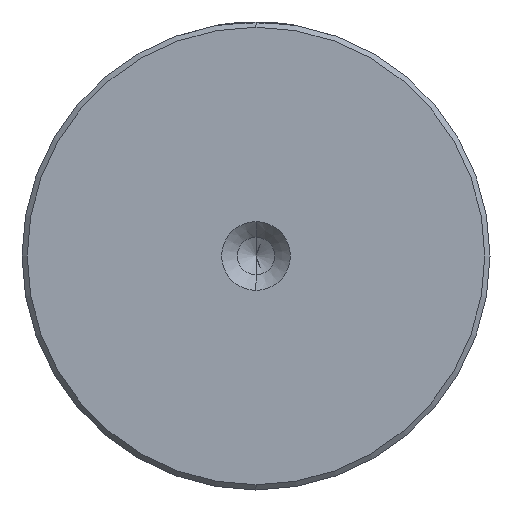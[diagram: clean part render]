
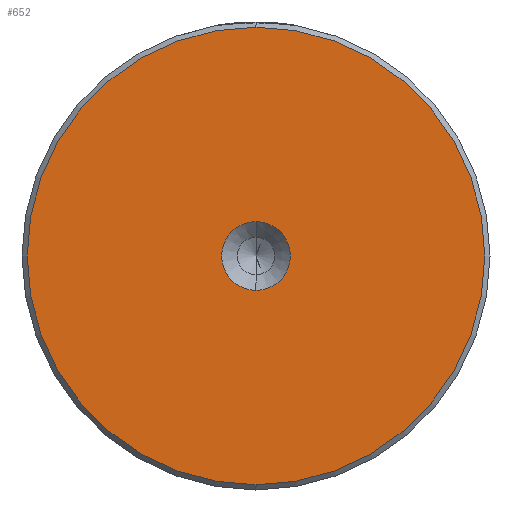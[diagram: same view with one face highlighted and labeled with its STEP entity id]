
A CAD part, left-side view. The second image highlights one B-rep face of the part: STEP entity #652.
In plain terms, the highlighted planar face has unit normal (-1, 0, 0).
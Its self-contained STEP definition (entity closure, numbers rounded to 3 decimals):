
#269 = CARTESIAN_POINT ( 'NONE',  ( 0., 0., -22. ) ) ;
#342 = FACE_BOUND ( 'NONE', #1867, .T. ) ;
#354 = CIRCLE ( 'NONE', #2416, 22. ) ;
#401 = EDGE_CURVE ( 'NONE', #1953, #2112, #2158, .T. ) ;
#419 = CARTESIAN_POINT ( 'NONE',  ( 0., 0., 22. ) ) ;
#517 = CARTESIAN_POINT ( 'NONE',  ( 0., 0., 0. ) ) ;
#518 = ORIENTED_EDGE ( 'NONE', *, *, #1000, .F. ) ;
#652 = ADVANCED_FACE ( 'NONE', ( #937, #342 ), #1655, .T. ) ;
#713 = DIRECTION ( 'NONE',  ( 0., 0., 1. ) ) ;
#880 = EDGE_LOOP ( 'NONE', ( #1726, #906 ) ) ;
#906 = ORIENTED_EDGE ( 'NONE', *, *, #401, .T. ) ;
#919 = DIRECTION ( 'NONE',  ( -1., 0., 0. ) ) ;
#923 = DIRECTION ( 'NONE',  ( -1., 0., 0. ) ) ;
#937 = FACE_OUTER_BOUND ( 'NONE', #880, .T. ) ;
#1000 = EDGE_CURVE ( 'NONE', #2294, #2156, #1195, .T. ) ;
#1051 = CARTESIAN_POINT ( 'NONE',  ( 0., 0., 0. ) ) ;
#1089 = CARTESIAN_POINT ( 'NONE',  ( 0., 0., -3.3 ) ) ;
#1094 = DIRECTION ( 'NONE',  ( 0., 0., 1. ) ) ;
#1119 = CARTESIAN_POINT ( 'NONE',  ( 0., 0., 0. ) ) ;
#1154 = CARTESIAN_POINT ( 'NONE',  ( 0., 0., 3.3 ) ) ;
#1173 = AXIS2_PLACEMENT_3D ( 'NONE', #1588, #1574, #1565 ) ;
#1195 = CIRCLE ( 'NONE', #1331, 3.3 ) ;
#1233 = DIRECTION ( 'NONE',  ( 0., 0., 1. ) ) ;
#1331 = AXIS2_PLACEMENT_3D ( 'NONE', #517, #1859, #713 ) ;
#1369 = AXIS2_PLACEMENT_3D ( 'NONE', #1119, #923, #1094 ) ;
#1387 = AXIS2_PLACEMENT_3D ( 'NONE', #2052, #919, #2245 ) ;
#1565 = DIRECTION ( 'NONE',  ( 0., 0., 1. ) ) ;
#1574 = DIRECTION ( 'NONE',  ( -1., 0., 0. ) ) ;
#1588 = CARTESIAN_POINT ( 'NONE',  ( 0., 0., 0. ) ) ;
#1655 = PLANE ( 'NONE',  #1369 ) ;
#1726 = ORIENTED_EDGE ( 'NONE', *, *, #2323, .T. ) ;
#1859 = DIRECTION ( 'NONE',  ( -1., 0., 0. ) ) ;
#1867 = EDGE_LOOP ( 'NONE', ( #518, #1918 ) ) ;
#1918 = ORIENTED_EDGE ( 'NONE', *, *, #2184, .F. ) ;
#1953 = VERTEX_POINT ( 'NONE', #419 ) ;
#2052 = CARTESIAN_POINT ( 'NONE',  ( 0., 0., 0. ) ) ;
#2076 = CIRCLE ( 'NONE', #1387, 3.3 ) ;
#2112 = VERTEX_POINT ( 'NONE', #269 ) ;
#2156 = VERTEX_POINT ( 'NONE', #1089 ) ;
#2158 = CIRCLE ( 'NONE', #1173, 22. ) ;
#2184 = EDGE_CURVE ( 'NONE', #2156, #2294, #2076, .T. ) ;
#2245 = DIRECTION ( 'NONE',  ( 0., 0., 1. ) ) ;
#2294 = VERTEX_POINT ( 'NONE', #1154 ) ;
#2323 = EDGE_CURVE ( 'NONE', #2112, #1953, #354, .T. ) ;
#2374 = DIRECTION ( 'NONE',  ( -1., 0., 0. ) ) ;
#2416 = AXIS2_PLACEMENT_3D ( 'NONE', #1051, #2374, #1233 ) ;
